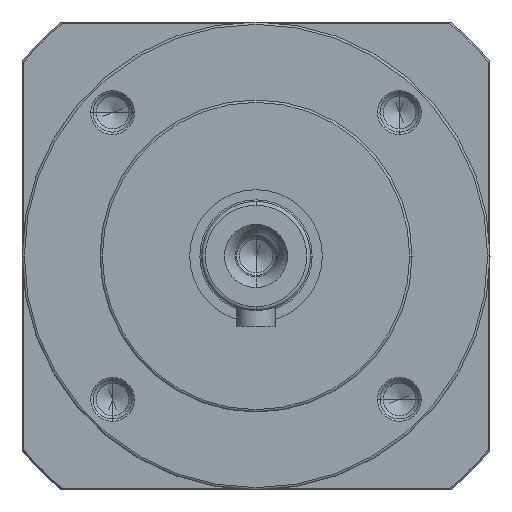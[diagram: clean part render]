
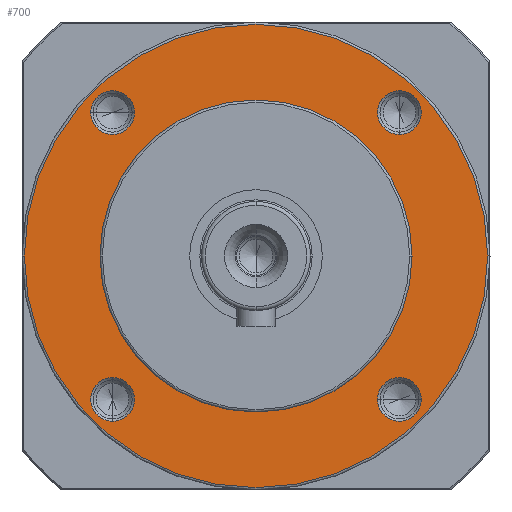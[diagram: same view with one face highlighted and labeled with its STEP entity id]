
A CAD part, left-side view. The second image highlights one B-rep face of the part: STEP entity #700.
In plain terms, the highlighted planar face has unit normal (-1, 0, 0).
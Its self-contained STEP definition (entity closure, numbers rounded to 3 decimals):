
#87=CARTESIAN_POINT('',(3.,18.385,18.385));
#88=DIRECTION('',(1.,0.,0.));
#89=DIRECTION('',(0.,-1.,0.));
#90=AXIS2_PLACEMENT_3D('',#87,#88,#89);
#92=CARTESIAN_POINT('',(3.,18.385,18.385));
#93=DIRECTION('',(1.,0.,0.));
#94=DIRECTION('',(0.,1.,0.));
#95=AXIS2_PLACEMENT_3D('',#92,#93,#94);
#97=CARTESIAN_POINT('',(3.,18.385,-18.385));
#98=DIRECTION('',(1.,0.,0.));
#99=DIRECTION('',(0.,0.,1.));
#100=AXIS2_PLACEMENT_3D('',#97,#98,#99);
#102=CARTESIAN_POINT('',(3.,18.385,-18.385));
#103=DIRECTION('',(1.,0.,0.));
#104=DIRECTION('',(0.,0.,-1.));
#105=AXIS2_PLACEMENT_3D('',#102,#103,#104);
#107=CARTESIAN_POINT('',(3.,-18.385,-18.385));
#108=DIRECTION('',(1.,0.,0.));
#109=DIRECTION('',(0.,1.,0.));
#110=AXIS2_PLACEMENT_3D('',#107,#108,#109);
#112=CARTESIAN_POINT('',(3.,-18.385,-18.385));
#113=DIRECTION('',(1.,0.,0.));
#114=DIRECTION('',(0.,-1.,0.));
#115=AXIS2_PLACEMENT_3D('',#112,#113,#114);
#117=CARTESIAN_POINT('',(3.,-18.385,18.385));
#118=DIRECTION('',(1.,0.,0.));
#119=DIRECTION('',(0.,0.,-1.));
#120=AXIS2_PLACEMENT_3D('',#117,#118,#119);
#122=CARTESIAN_POINT('',(3.,-18.385,18.385));
#123=DIRECTION('',(1.,0.,0.));
#124=DIRECTION('',(0.,0.,1.));
#125=AXIS2_PLACEMENT_3D('',#122,#123,#124);
#127=CARTESIAN_POINT('',(3.,0.,0.));
#128=DIRECTION('',(-1.,0.,0.));
#129=DIRECTION('',(0.,1.,0.));
#130=AXIS2_PLACEMENT_3D('',#127,#128,#129);
#132=CARTESIAN_POINT('',(3.,0.,0.));
#133=DIRECTION('',(-1.,0.,0.));
#134=DIRECTION('',(0.,-1.,0.));
#135=AXIS2_PLACEMENT_3D('',#132,#133,#134);
#137=CARTESIAN_POINT('',(3.,0.,0.));
#138=DIRECTION('',(1.,0.,0.));
#139=DIRECTION('',(0.,1.,0.));
#140=AXIS2_PLACEMENT_3D('',#137,#138,#139);
#142=CARTESIAN_POINT('',(3.,0.,0.));
#143=DIRECTION('',(1.,0.,0.));
#144=DIRECTION('',(0.,-1.,0.));
#145=AXIS2_PLACEMENT_3D('',#142,#143,#144);
#457=CARTESIAN_POINT('',(3.,15.585,18.385));
#458=CARTESIAN_POINT('',(3.,21.185,18.385));
#459=VERTEX_POINT('',#457);
#460=VERTEX_POINT('',#458);
#461=CARTESIAN_POINT('',(3.,18.385,-15.585));
#462=CARTESIAN_POINT('',(3.,18.385,-21.185));
#463=VERTEX_POINT('',#461);
#464=VERTEX_POINT('',#462);
#465=CARTESIAN_POINT('',(3.,-15.585,-18.385));
#466=CARTESIAN_POINT('',(3.,-21.185,-18.385));
#467=VERTEX_POINT('',#465);
#468=VERTEX_POINT('',#466);
#469=CARTESIAN_POINT('',(3.,-18.385,15.585));
#470=CARTESIAN_POINT('',(3.,-18.385,21.185));
#471=VERTEX_POINT('',#469);
#472=VERTEX_POINT('',#470);
#497=CARTESIAN_POINT('',(3.,20.,0.));
#498=CARTESIAN_POINT('',(3.,-20.,0.));
#499=VERTEX_POINT('',#497);
#500=VERTEX_POINT('',#498);
#509=CARTESIAN_POINT('',(3.,29.7,0.));
#510=CARTESIAN_POINT('',(3.,-29.7,0.));
#511=VERTEX_POINT('',#509);
#512=VERTEX_POINT('',#510);
#661=CARTESIAN_POINT('',(3.,0.,0.));
#662=DIRECTION('',(-1.,0.,0.));
#663=DIRECTION('',(0.,1.,0.));
#664=AXIS2_PLACEMENT_3D('',#661,#662,#663);
#665=PLANE('',#664);
#666=ORIENTED_EDGE('',*,*,#560,.T.);
#667=ORIENTED_EDGE('',*,*,#545,.T.);
#668=EDGE_LOOP('',(#666,#667));
#669=FACE_OUTER_BOUND('',#668,.F.);
#671=ORIENTED_EDGE('',*,*,#670,.F.);
#673=ORIENTED_EDGE('',*,*,#672,.F.);
#674=EDGE_LOOP('',(#671,#673));
#675=FACE_BOUND('',#674,.F.);
#677=ORIENTED_EDGE('',*,*,#676,.F.);
#679=ORIENTED_EDGE('',*,*,#678,.F.);
#680=EDGE_LOOP('',(#677,#679));
#681=FACE_BOUND('',#680,.F.);
#683=ORIENTED_EDGE('',*,*,#682,.F.);
#685=ORIENTED_EDGE('',*,*,#684,.F.);
#686=EDGE_LOOP('',(#683,#685));
#687=FACE_BOUND('',#686,.F.);
#689=ORIENTED_EDGE('',*,*,#688,.T.);
#691=ORIENTED_EDGE('',*,*,#690,.T.);
#692=EDGE_LOOP('',(#689,#691));
#693=FACE_BOUND('',#692,.F.);
#695=ORIENTED_EDGE('',*,*,#694,.F.);
#697=ORIENTED_EDGE('',*,*,#696,.F.);
#698=EDGE_LOOP('',(#695,#697));
#699=FACE_BOUND('',#698,.F.);
#700=ADVANCED_FACE('',(#669,#675,#681,#687,#693,#699),#665,.T.);
#91=CIRCLE('',#90,2.8);
#96=CIRCLE('',#95,2.8);
#101=CIRCLE('',#100,2.8);
#106=CIRCLE('',#105,2.8);
#111=CIRCLE('',#110,2.8);
#116=CIRCLE('',#115,2.8);
#121=CIRCLE('',#120,2.8);
#126=CIRCLE('',#125,2.8);
#131=CIRCLE('',#130,20.);
#136=CIRCLE('',#135,20.);
#141=CIRCLE('',#140,29.7);
#146=CIRCLE('',#145,29.7);
#545=EDGE_CURVE('',#512,#511,#146,.T.);
#560=EDGE_CURVE('',#511,#512,#141,.T.);
#670=EDGE_CURVE('',#463,#464,#101,.T.);
#672=EDGE_CURVE('',#464,#463,#106,.T.);
#676=EDGE_CURVE('',#467,#468,#111,.T.);
#678=EDGE_CURVE('',#468,#467,#116,.T.);
#682=EDGE_CURVE('',#471,#472,#121,.T.);
#684=EDGE_CURVE('',#472,#471,#126,.T.);
#688=EDGE_CURVE('',#499,#500,#131,.T.);
#690=EDGE_CURVE('',#500,#499,#136,.T.);
#694=EDGE_CURVE('',#459,#460,#91,.T.);
#696=EDGE_CURVE('',#460,#459,#96,.T.);
